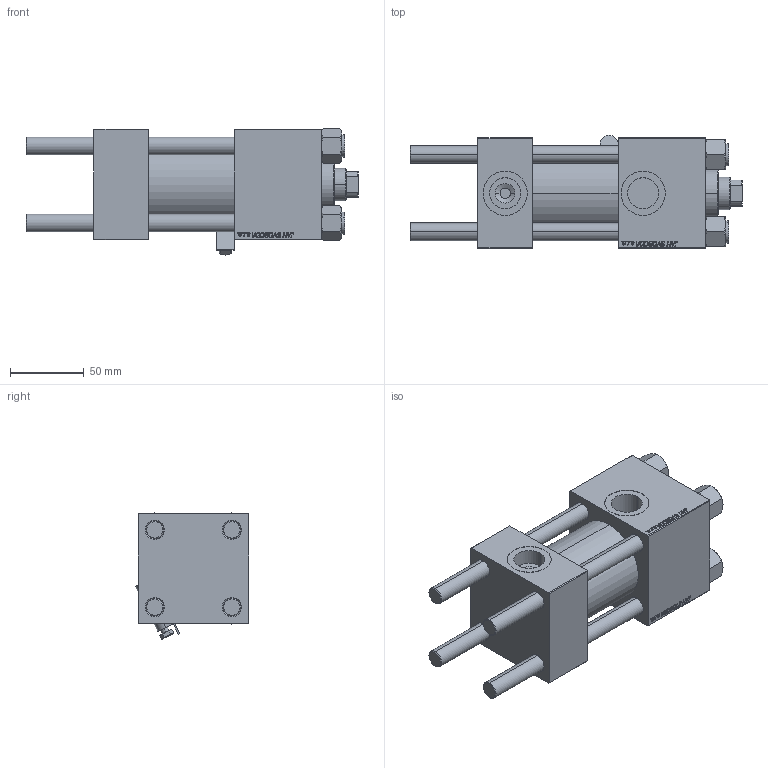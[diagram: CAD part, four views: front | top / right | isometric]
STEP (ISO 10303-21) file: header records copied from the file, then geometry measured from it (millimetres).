
FILE_DESCRIPTION (( 'STEP AP203' ), '1' );
FILE_NAME ('9dbf.STEP', '2023-08-26T15:31:36', ( '' ), ( '' ), 'SwSTEP 2.0', 'SolidWorks 2019', '' );
FILE_SCHEMA (( 'CONFIG_CONTROL_DESIGN' ));
Length unit declared in the file: millimetre
Products named in the file (7): CR025_012_A_0_G_A_G_M_020_+#_##_TYCINKA 964e56884d6850475da0b3d7ba5cfe2a; V215CR_VCP 964e56884d6850475da0b3d7ba5cfe2a; MSRF_MSRG1 964e56884d6850475da0b3d7ba5cfe2a; 9dbf; V215CR_BODY_A 964e56884d6850475da0b3d7ba5cfe2a; NUT_M5 964e56884d6850475da0b3d7ba5cfe2a; V215_VC_A 964e56884d6850475da0b3d7ba5cfe2a
Assembly tree (12 placements, depth 2):
  9dbf
    V215CR_BODY_A 964e56884d6850475da0b3d7ba5cfe2a
    CR025_012_A_0_G_A_G_M_020_+#_##_TYCINKA 964e56884d6850475da0b3d7ba5cfe2a  x4
    NUT_M5 964e56884d6850475da0b3d7ba5cfe2a  x4
    V215CR_VCP 964e56884d6850475da0b3d7ba5cfe2a
    V215_VC_A 964e56884d6850475da0b3d7ba5cfe2a
    MSRF_MSRG1 964e56884d6850475da0b3d7ba5cfe2a
Bounding box: 225 x 76.88 x 85.68 mm (x, y, z)
Volume: 693776.7 mm3; surface area: 165989.3 mm2
Topology: 12 solids, 12 shells, 1166 faces, 2921 edges, 1895 vertices
Faces by surface type: plane 538, bspline 392, cone 136, cylinder 92, torus 8
Entity records: 50782 total; most frequent: CARTESIAN_POINT 27134, ORIENTED_EDGE 5334, DIRECTION 3385, EDGE_CURVE 2667, VERTEX_POINT 1751, LINE 1629, VECTOR 1629, EDGE_LOOP 1178
